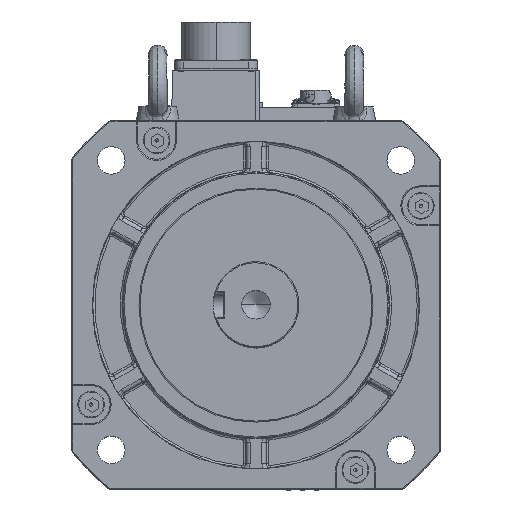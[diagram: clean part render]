
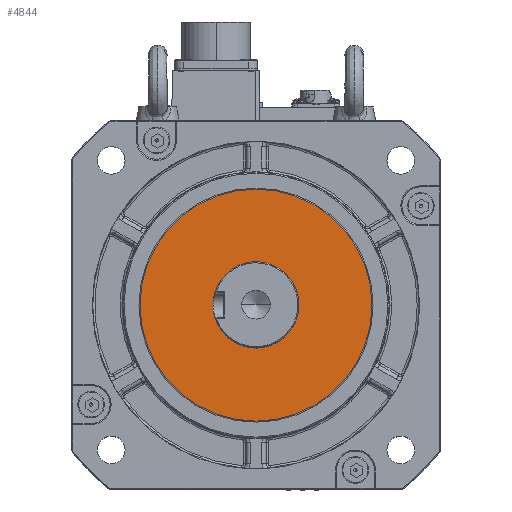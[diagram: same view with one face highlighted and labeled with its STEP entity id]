
A CAD part, top view. The second image highlights one B-rep face of the part: STEP entity #4844.
In plain terms, the highlighted planar face has unit normal (0, 0, 1).
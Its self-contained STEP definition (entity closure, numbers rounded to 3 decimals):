
#1769 = CARTESIAN_POINT ( 'NONE',  ( 56.65, 0., 91.7 ) ) ;
#2042 = AXIS2_PLACEMENT_3D ( 'NONE', #14092, #19470, #46232 ) ;
#2207 = DIRECTION ( 'NONE',  ( 0., 0., 1. ) ) ;
#4099 = EDGE_LOOP ( 'NONE', ( #32670, #8492 ) ) ;
#4844 = ADVANCED_FACE ( 'NONE', ( #51331, #48850 ), #37182, .T. ) ;
#5323 = DIRECTION ( 'NONE',  ( 0., 0., 1. ) ) ;
#6864 = CARTESIAN_POINT ( 'NONE',  ( -56.65, 0., 91.7 ) ) ;
#7795 = DIRECTION ( 'NONE',  ( 0., 0., 1. ) ) ;
#8492 = ORIENTED_EDGE ( 'NONE', *, *, #9825, .T. ) ;
#9645 = AXIS2_PLACEMENT_3D ( 'NONE', #29192, #2207, #12795 ) ;
#9825 = EDGE_CURVE ( 'NONE', #42583, #66331, #14143, .T. ) ;
#10635 = DIRECTION ( 'NONE',  ( 1., 0., 0. ) ) ;
#12795 = DIRECTION ( 'NONE',  ( 1., 0., 0. ) ) ;
#14011 = VERTEX_POINT ( 'NONE', #35123 ) ;
#14092 = CARTESIAN_POINT ( 'NONE',  ( 0., 0., 91.7 ) ) ;
#14143 = CIRCLE ( 'NONE', #2042, 56.65 ) ;
#17732 = DIRECTION ( 'NONE',  ( 0., 0., 1. ) ) ;
#19470 = DIRECTION ( 'NONE',  ( 0., 0., 1. ) ) ;
#19588 = AXIS2_PLACEMENT_3D ( 'NONE', #36724, #5323, #10635 ) ;
#26408 = ORIENTED_EDGE ( 'NONE', *, *, #53296, .F. ) ;
#27580 = AXIS2_PLACEMENT_3D ( 'NONE', #45221, #7795, #33883 ) ;
#29192 = CARTESIAN_POINT ( 'NONE',  ( 0., 0., 91.7 ) ) ;
#32670 = ORIENTED_EDGE ( 'NONE', *, *, #49252, .T. ) ;
#33179 = DIRECTION ( 'NONE',  ( 1., 0., 0. ) ) ;
#33883 = DIRECTION ( 'NONE',  ( 1., 0., 0. ) ) ;
#35123 = CARTESIAN_POINT ( 'NONE',  ( 20.7, 0., 91.7 ) ) ;
#36724 = CARTESIAN_POINT ( 'NONE',  ( 52.5, 0., 91.7 ) ) ;
#37182 = PLANE ( 'NONE',  #19588 ) ;
#37359 = CIRCLE ( 'NONE', #9645, 56.65 ) ;
#37494 = ORIENTED_EDGE ( 'NONE', *, *, #42398, .F. ) ;
#42398 = EDGE_CURVE ( 'NONE', #52906, #14011, #43896, .T. ) ;
#42583 = VERTEX_POINT ( 'NONE', #1769 ) ;
#43896 = CIRCLE ( 'NONE', #58724, 20.7 ) ;
#45221 = CARTESIAN_POINT ( 'NONE',  ( 0., 0., 91.7 ) ) ;
#46232 = DIRECTION ( 'NONE',  ( 1., 0., 0. ) ) ;
#48039 = CIRCLE ( 'NONE', #27580, 20.7 ) ;
#48850 = FACE_OUTER_BOUND ( 'NONE', #4099, .T. ) ;
#49252 = EDGE_CURVE ( 'NONE', #66331, #42583, #37359, .T. ) ;
#51331 = FACE_BOUND ( 'NONE', #55934, .T. ) ;
#52906 = VERTEX_POINT ( 'NONE', #65790 ) ;
#53296 = EDGE_CURVE ( 'NONE', #14011, #52906, #48039, .T. ) ;
#55934 = EDGE_LOOP ( 'NONE', ( #26408, #37494 ) ) ;
#58724 = AXIS2_PLACEMENT_3D ( 'NONE', #64828, #17732, #33179 ) ;
#64828 = CARTESIAN_POINT ( 'NONE',  ( 0., 0., 91.7 ) ) ;
#65790 = CARTESIAN_POINT ( 'NONE',  ( -20.7, 0., 91.7 ) ) ;
#66331 = VERTEX_POINT ( 'NONE', #6864 ) ;
